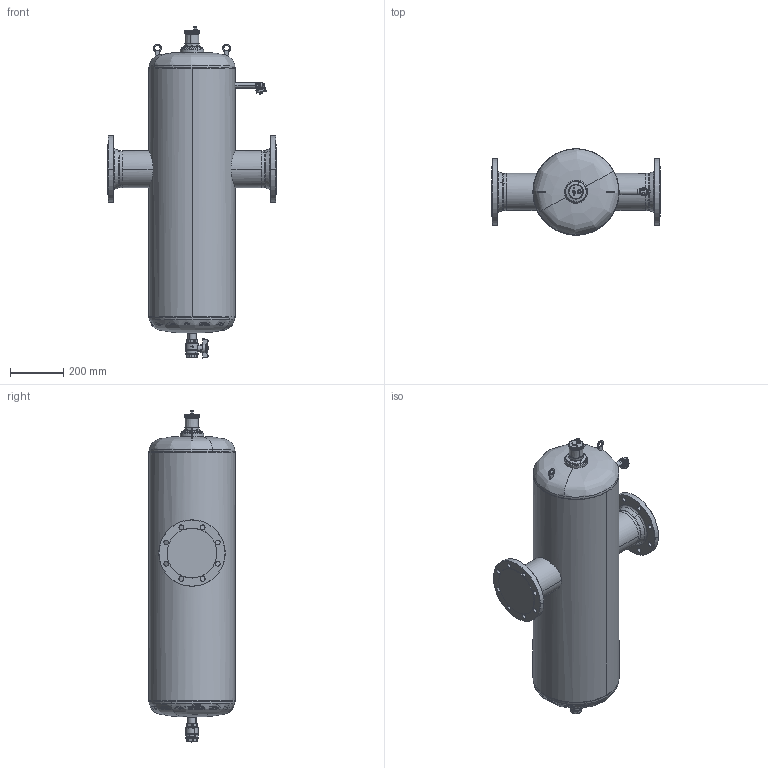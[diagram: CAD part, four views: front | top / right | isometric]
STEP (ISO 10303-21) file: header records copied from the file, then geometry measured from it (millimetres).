
FILE_DESCRIPTION(('CATIA V5 STEP Exchange','CAx-IF Rec.Pracs.--- Model Styling and Organization---1.5--- 2016-08-15','CAx-IF Rec.Pracs.---Supplemental Geometry---1.0---2011-11-01','CAx-IF Rec.Pracs.--- Composite Materials ---3.4---2017-06-13','CAx-IF Rec.Pracs.---Tessellated 3D Geometry---1.0---2015-12-17'),'2;1');
FILE_NAME('STEP_546122_-_TST.stp','2024-10-04T15:43:34+00:00',('none'),('none'),'CATIA Version 5-6 Release 2020 SP5','CATIA V5 STEP AP242 v2','none');
FILE_SCHEMA(('AP242_MANAGED_MODEL_BASED_3D_ENGINEERING_MIM_LF {1 0 10303 442 1 1 4}'));
Length unit declared in the file: millimetre
Products named in the file (1): 546122 - TST
Bounding box: 635 x 323.9 x 1249.49 mm (x, y, z)
Volume: 86888512.3 mm3; surface area: 1799607.9 mm2
Topology: 4 solids, 14 shells, 2097 faces, 5276 edges, 3184 vertices
Faces by surface type: cylinder 723, plane 508, bspline 421, torus 147, cone 142, revolution 102, sphere 54
Entity records: 105439 total; most frequent: CARTESIAN_POINT 62266, ORIENTED_EDGE 10410, DIRECTION 5434, EDGE_CURVE 5205, VERTEX_POINT 3184, AXIS2_PLACEMENT_3D 2552, B_SPLINE_CURVE_WITH_KNOTS 2531, EDGE_LOOP 2197
